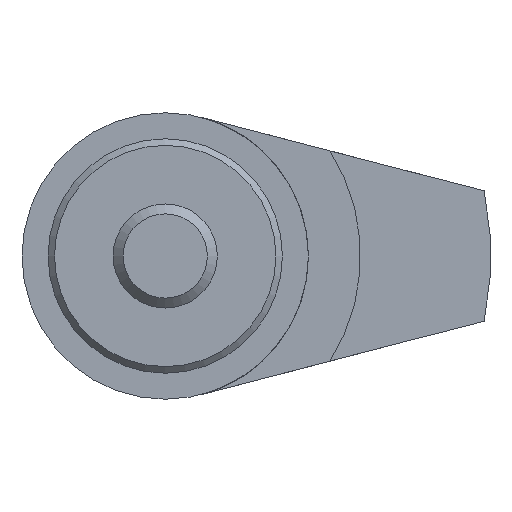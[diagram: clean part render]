
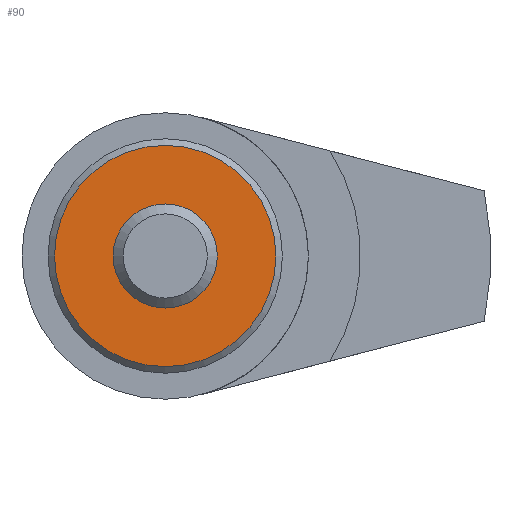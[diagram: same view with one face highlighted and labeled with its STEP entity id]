
A CAD part, front view. The second image highlights one B-rep face of the part: STEP entity #90.
In plain terms, the highlighted planar face has unit normal (0, -1, 0).
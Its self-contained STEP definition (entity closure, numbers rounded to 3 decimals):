
#90 = ADVANCED_FACE( '', ( #192, #193 ), #194, .F. );
#192 = FACE_OUTER_BOUND( '', #304, .T. );
#193 = FACE_BOUND( '', #305, .T. );
#194 = PLANE( '', #306 );
#304 = EDGE_LOOP( '', ( #482 ) );
#305 = EDGE_LOOP( '', ( #483 ) );
#306 = AXIS2_PLACEMENT_3D( '', #484, #485, #486 );
#482 = ORIENTED_EDGE( '', *, *, #620, .F. );
#483 = ORIENTED_EDGE( '', *, *, #641, .T. );
#484 = CARTESIAN_POINT( '', ( -4., -23., 0. ) );
#485 = DIRECTION( '', ( 0., 1., 0. ) );
#486 = DIRECTION( '', ( -1., 0., 0. ) );
#620 = EDGE_CURVE( '', #735, #735, #736, .T. );
#641 = EDGE_CURVE( '', #763, #763, #764, .T. );
#735 = VERTEX_POINT( '', #876 );
#736 = CIRCLE( '', #877, 8.5 );
#763 = VERTEX_POINT( '', #930 );
#764 = CIRCLE( '', #931, 4. );
#876 = CARTESIAN_POINT( '', ( -8.5, -23., 0. ) );
#877 = AXIS2_PLACEMENT_3D( '', #1014, #1015, #1016 );
#930 = CARTESIAN_POINT( '', ( -4., -23., 0. ) );
#931 = AXIS2_PLACEMENT_3D( '', #1037, #1038, #1039 );
#1014 = CARTESIAN_POINT( '', ( 0., -23., 0. ) );
#1015 = DIRECTION( '', ( 0., 1., 0. ) );
#1016 = DIRECTION( '', ( -1., 0., 0. ) );
#1037 = CARTESIAN_POINT( '', ( 0., -23., 0. ) );
#1038 = DIRECTION( '', ( 0., 1., 0. ) );
#1039 = DIRECTION( '', ( -1., 0., 0. ) );
